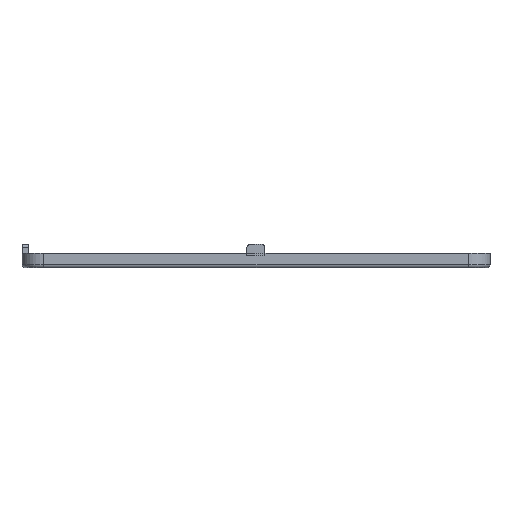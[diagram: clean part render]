
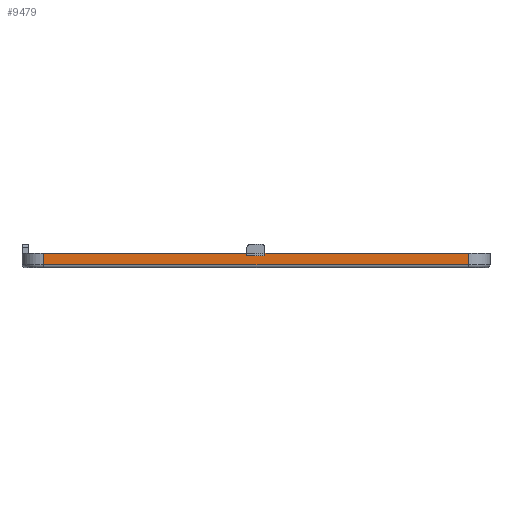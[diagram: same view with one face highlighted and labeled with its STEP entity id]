
A CAD part, left-side view. The second image highlights one B-rep face of the part: STEP entity #9479.
In plain terms, the highlighted planar face has unit normal (-1, 0, 0).
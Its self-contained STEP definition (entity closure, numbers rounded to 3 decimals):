
#205 = CYLINDRICAL_SURFACE('',#206,0.5);
#206 = AXIS2_PLACEMENT_3D('',#207,#208,#209);
#207 = CARTESIAN_POINT('',(0.5,74.4,0.5));
#208 = DIRECTION('',(0.,-1.,0.));
#209 = DIRECTION('',(-0.,-0.,-1.));
#3325 = VERTEX_POINT('',#3326);
#3326 = CARTESIAN_POINT('',(0.,3.6,0.5));
#3365 = CYLINDRICAL_SURFACE('',#3366,3.6);
#3366 = AXIS2_PLACEMENT_3D('',#3367,#3368,#3369);
#3367 = CARTESIAN_POINT('',(3.6,3.6,0.));
#3368 = DIRECTION('',(-0.,-0.,-1.));
#3369 = DIRECTION('',(1.,0.,0.));
#3437 = VERTEX_POINT('',#3438);
#3438 = CARTESIAN_POINT('',(0.,74.4,0.5));
#3460 = EDGE_CURVE('',#3437,#3325,#3461,.T.);
#3461 = SURFACE_CURVE('',#3462,(#3466,#3473),.PCURVE_S1.);
#3462 = LINE('',#3463,#3464);
#3463 = CARTESIAN_POINT('',(0.,74.4,0.5));
#3464 = VECTOR('',#3465,1.);
#3465 = DIRECTION('',(0.,-1.,0.));
#3466 = PCURVE('',#205,#3467);
#3467 = DEFINITIONAL_REPRESENTATION('',(#3468),#3472);
#3468 = LINE('',#3469,#3470);
#3469 = CARTESIAN_POINT('',(-1.571,0.));
#3470 = VECTOR('',#3471,1.);
#3471 = DIRECTION('',(-0.,1.));
#3472 = ( GEOMETRIC_REPRESENTATION_CONTEXT(2) 
PARAMETRIC_REPRESENTATION_CONTEXT() REPRESENTATION_CONTEXT('2D SPACE',''
  ) );
#3473 = PCURVE('',#3474,#3479);
#3474 = PLANE('',#3475);
#3475 = AXIS2_PLACEMENT_3D('',#3476,#3477,#3478);
#3476 = CARTESIAN_POINT('',(0.,74.4,0.));
#3477 = DIRECTION('',(1.,0.,0.));
#3478 = DIRECTION('',(0.,-1.,0.));
#3479 = DEFINITIONAL_REPRESENTATION('',(#3480),#3484);
#3480 = LINE('',#3481,#3482);
#3481 = CARTESIAN_POINT('',(0.,-0.5));
#3482 = VECTOR('',#3483,1.);
#3483 = DIRECTION('',(1.,0.));
#3484 = ( GEOMETRIC_REPRESENTATION_CONTEXT(2) 
PARAMETRIC_REPRESENTATION_CONTEXT() REPRESENTATION_CONTEXT('2D SPACE',''
  ) );
#3564 = CYLINDRICAL_SURFACE('',#3565,3.6);
#3565 = AXIS2_PLACEMENT_3D('',#3566,#3567,#3568);
#3566 = CARTESIAN_POINT('',(3.6,74.4,0.));
#3567 = DIRECTION('',(-0.,-0.,-1.));
#3568 = DIRECTION('',(1.,0.,0.));
#8624 = PLANE('',#8625);
#8625 = AXIS2_PLACEMENT_3D('',#8626,#8627,#8628);
#8626 = CARTESIAN_POINT('',(59.,39.,2.4));
#8627 = DIRECTION('',(0.,0.,1.));
#8628 = DIRECTION('',(1.,0.,0.));
#9383 = EDGE_CURVE('',#3325,#9384,#9386,.T.);
#9384 = VERTEX_POINT('',#9385);
#9385 = CARTESIAN_POINT('',(0.,3.6,2.4));
#9386 = SURFACE_CURVE('',#9387,(#9391,#9398),.PCURVE_S1.);
#9387 = LINE('',#9388,#9389);
#9388 = CARTESIAN_POINT('',(0.,3.6,0.));
#9389 = VECTOR('',#9390,1.);
#9390 = DIRECTION('',(0.,0.,1.));
#9391 = PCURVE('',#3365,#9392);
#9392 = DEFINITIONAL_REPRESENTATION('',(#9393),#9397);
#9393 = LINE('',#9394,#9395);
#9394 = CARTESIAN_POINT('',(-3.142,0.));
#9395 = VECTOR('',#9396,1.);
#9396 = DIRECTION('',(-0.,-1.));
#9397 = ( GEOMETRIC_REPRESENTATION_CONTEXT(2) 
PARAMETRIC_REPRESENTATION_CONTEXT() REPRESENTATION_CONTEXT('2D SPACE',''
  ) );
#9398 = PCURVE('',#3474,#9399);
#9399 = DEFINITIONAL_REPRESENTATION('',(#9400),#9404);
#9400 = LINE('',#9401,#9402);
#9401 = CARTESIAN_POINT('',(70.8,0.));
#9402 = VECTOR('',#9403,1.);
#9403 = DIRECTION('',(0.,-1.));
#9404 = ( GEOMETRIC_REPRESENTATION_CONTEXT(2) 
PARAMETRIC_REPRESENTATION_CONTEXT() REPRESENTATION_CONTEXT('2D SPACE',''
  ) );
#9479 = ADVANCED_FACE('',(#9480),#3474,.F.);
#9480 = FACE_BOUND('',#9481,.F.);
#9481 = EDGE_LOOP('',(#9482,#9483,#9484,#9507,#9535,#9563,#9586,#9609));
#9482 = ORIENTED_EDGE('',*,*,#9383,.F.);
#9483 = ORIENTED_EDGE('',*,*,#3460,.F.);
#9484 = ORIENTED_EDGE('',*,*,#9485,.T.);
#9485 = EDGE_CURVE('',#3437,#9486,#9488,.T.);
#9486 = VERTEX_POINT('',#9487);
#9487 = CARTESIAN_POINT('',(0.,74.4,2.4));
#9488 = SURFACE_CURVE('',#9489,(#9493,#9500),.PCURVE_S1.);
#9489 = LINE('',#9490,#9491);
#9490 = CARTESIAN_POINT('',(0.,74.4,0.));
#9491 = VECTOR('',#9492,1.);
#9492 = DIRECTION('',(0.,0.,1.));
#9493 = PCURVE('',#3474,#9494);
#9494 = DEFINITIONAL_REPRESENTATION('',(#9495),#9499);
#9495 = LINE('',#9496,#9497);
#9496 = CARTESIAN_POINT('',(0.,0.));
#9497 = VECTOR('',#9498,1.);
#9498 = DIRECTION('',(0.,-1.));
#9499 = ( GEOMETRIC_REPRESENTATION_CONTEXT(2) 
PARAMETRIC_REPRESENTATION_CONTEXT() REPRESENTATION_CONTEXT('2D SPACE',''
  ) );
#9500 = PCURVE('',#3564,#9501);
#9501 = DEFINITIONAL_REPRESENTATION('',(#9502),#9506);
#9502 = LINE('',#9503,#9504);
#9503 = CARTESIAN_POINT('',(-3.142,0.));
#9504 = VECTOR('',#9505,1.);
#9505 = DIRECTION('',(-0.,-1.));
#9506 = ( GEOMETRIC_REPRESENTATION_CONTEXT(2) 
PARAMETRIC_REPRESENTATION_CONTEXT() REPRESENTATION_CONTEXT('2D SPACE',''
  ) );
#9507 = ORIENTED_EDGE('',*,*,#9508,.T.);
#9508 = EDGE_CURVE('',#9486,#9509,#9511,.T.);
#9509 = VERTEX_POINT('',#9510);
#9510 = CARTESIAN_POINT('',(0.,40.5,2.4));
#9511 = SURFACE_CURVE('',#9512,(#9516,#9523),.PCURVE_S1.);
#9512 = LINE('',#9513,#9514);
#9513 = CARTESIAN_POINT('',(0.,74.4,2.4));
#9514 = VECTOR('',#9515,1.);
#9515 = DIRECTION('',(0.,-1.,0.));
#9516 = PCURVE('',#3474,#9517);
#9517 = DEFINITIONAL_REPRESENTATION('',(#9518),#9522);
#9518 = LINE('',#9519,#9520);
#9519 = CARTESIAN_POINT('',(0.,-2.4));
#9520 = VECTOR('',#9521,1.);
#9521 = DIRECTION('',(1.,0.));
#9522 = ( GEOMETRIC_REPRESENTATION_CONTEXT(2) 
PARAMETRIC_REPRESENTATION_CONTEXT() REPRESENTATION_CONTEXT('2D SPACE',''
  ) );
#9523 = PCURVE('',#9524,#9529);
#9524 = PLANE('',#9525);
#9525 = AXIS2_PLACEMENT_3D('',#9526,#9527,#9528);
#9526 = CARTESIAN_POINT('',(59.,39.,2.4));
#9527 = DIRECTION('',(0.,0.,1.));
#9528 = DIRECTION('',(1.,0.,0.));
#9529 = DEFINITIONAL_REPRESENTATION('',(#9530),#9534);
#9530 = LINE('',#9531,#9532);
#9531 = CARTESIAN_POINT('',(-59.,35.4));
#9532 = VECTOR('',#9533,1.);
#9533 = DIRECTION('',(0.,-1.));
#9534 = ( GEOMETRIC_REPRESENTATION_CONTEXT(2) 
PARAMETRIC_REPRESENTATION_CONTEXT() REPRESENTATION_CONTEXT('2D SPACE',''
  ) );
#9535 = ORIENTED_EDGE('',*,*,#9536,.F.);
#9536 = EDGE_CURVE('',#9537,#9509,#9539,.T.);
#9537 = VERTEX_POINT('',#9538);
#9538 = CARTESIAN_POINT('',(0.,40.5,2.));
#9539 = SURFACE_CURVE('',#9540,(#9544,#9551),.PCURVE_S1.);
#9540 = LINE('',#9541,#9542);
#9541 = CARTESIAN_POINT('',(0.,40.5,2.));
#9542 = VECTOR('',#9543,1.);
#9543 = DIRECTION('',(0.,0.,1.));
#9544 = PCURVE('',#3474,#9545);
#9545 = DEFINITIONAL_REPRESENTATION('',(#9546),#9550);
#9546 = LINE('',#9547,#9548);
#9547 = CARTESIAN_POINT('',(33.9,-2.));
#9548 = VECTOR('',#9549,1.);
#9549 = DIRECTION('',(0.,-1.));
#9550 = ( GEOMETRIC_REPRESENTATION_CONTEXT(2) 
PARAMETRIC_REPRESENTATION_CONTEXT() REPRESENTATION_CONTEXT('2D SPACE',''
  ) );
#9551 = PCURVE('',#9552,#9557);
#9552 = PLANE('',#9553);
#9553 = AXIS2_PLACEMENT_3D('',#9554,#9555,#9556);
#9554 = CARTESIAN_POINT('',(0.,74.4,0.));
#9555 = DIRECTION('',(1.,0.,0.));
#9556 = DIRECTION('',(0.,-1.,0.));
#9557 = DEFINITIONAL_REPRESENTATION('',(#9558),#9562);
#9558 = LINE('',#9559,#9560);
#9559 = CARTESIAN_POINT('',(33.9,-2.));
#9560 = VECTOR('',#9561,1.);
#9561 = DIRECTION('',(0.,-1.));
#9562 = ( GEOMETRIC_REPRESENTATION_CONTEXT(2) 
PARAMETRIC_REPRESENTATION_CONTEXT() REPRESENTATION_CONTEXT('2D SPACE',''
  ) );
#9563 = ORIENTED_EDGE('',*,*,#9564,.F.);
#9564 = EDGE_CURVE('',#9565,#9537,#9567,.T.);
#9565 = VERTEX_POINT('',#9566);
#9566 = CARTESIAN_POINT('',(0.,37.5,2.));
#9567 = SURFACE_CURVE('',#9568,(#9572,#9579),.PCURVE_S1.);
#9568 = LINE('',#9569,#9570);
#9569 = CARTESIAN_POINT('',(0.,37.5,2.));
#9570 = VECTOR('',#9571,1.);
#9571 = DIRECTION('',(0.,1.,0.));
#9572 = PCURVE('',#3474,#9573);
#9573 = DEFINITIONAL_REPRESENTATION('',(#9574),#9578);
#9574 = LINE('',#9575,#9576);
#9575 = CARTESIAN_POINT('',(36.9,-2.));
#9576 = VECTOR('',#9577,1.);
#9577 = DIRECTION('',(-1.,0.));
#9578 = ( GEOMETRIC_REPRESENTATION_CONTEXT(2) 
PARAMETRIC_REPRESENTATION_CONTEXT() REPRESENTATION_CONTEXT('2D SPACE',''
  ) );
#9579 = PCURVE('',#9552,#9580);
#9580 = DEFINITIONAL_REPRESENTATION('',(#9581),#9585);
#9581 = LINE('',#9582,#9583);
#9582 = CARTESIAN_POINT('',(36.9,-2.));
#9583 = VECTOR('',#9584,1.);
#9584 = DIRECTION('',(-1.,0.));
#9585 = ( GEOMETRIC_REPRESENTATION_CONTEXT(2) 
PARAMETRIC_REPRESENTATION_CONTEXT() REPRESENTATION_CONTEXT('2D SPACE',''
  ) );
#9586 = ORIENTED_EDGE('',*,*,#9587,.F.);
#9587 = EDGE_CURVE('',#9588,#9565,#9590,.T.);
#9588 = VERTEX_POINT('',#9589);
#9589 = CARTESIAN_POINT('',(0.,37.5,2.4));
#9590 = SURFACE_CURVE('',#9591,(#9595,#9602),.PCURVE_S1.);
#9591 = LINE('',#9592,#9593);
#9592 = CARTESIAN_POINT('',(0.,37.5,3.4));
#9593 = VECTOR('',#9594,1.);
#9594 = DIRECTION('',(-0.,-0.,-1.));
#9595 = PCURVE('',#3474,#9596);
#9596 = DEFINITIONAL_REPRESENTATION('',(#9597),#9601);
#9597 = LINE('',#9598,#9599);
#9598 = CARTESIAN_POINT('',(36.9,-3.4));
#9599 = VECTOR('',#9600,1.);
#9600 = DIRECTION('',(0.,1.));
#9601 = ( GEOMETRIC_REPRESENTATION_CONTEXT(2) 
PARAMETRIC_REPRESENTATION_CONTEXT() REPRESENTATION_CONTEXT('2D SPACE',''
  ) );
#9602 = PCURVE('',#9552,#9603);
#9603 = DEFINITIONAL_REPRESENTATION('',(#9604),#9608);
#9604 = LINE('',#9605,#9606);
#9605 = CARTESIAN_POINT('',(36.9,-3.4));
#9606 = VECTOR('',#9607,1.);
#9607 = DIRECTION('',(0.,1.));
#9608 = ( GEOMETRIC_REPRESENTATION_CONTEXT(2) 
PARAMETRIC_REPRESENTATION_CONTEXT() REPRESENTATION_CONTEXT('2D SPACE',''
  ) );
#9609 = ORIENTED_EDGE('',*,*,#9610,.T.);
#9610 = EDGE_CURVE('',#9588,#9384,#9611,.T.);
#9611 = SURFACE_CURVE('',#9612,(#9616,#9623),.PCURVE_S1.);
#9612 = LINE('',#9613,#9614);
#9613 = CARTESIAN_POINT('',(0.,74.4,2.4));
#9614 = VECTOR('',#9615,1.);
#9615 = DIRECTION('',(0.,-1.,0.));
#9616 = PCURVE('',#3474,#9617);
#9617 = DEFINITIONAL_REPRESENTATION('',(#9618),#9622);
#9618 = LINE('',#9619,#9620);
#9619 = CARTESIAN_POINT('',(0.,-2.4));
#9620 = VECTOR('',#9621,1.);
#9621 = DIRECTION('',(1.,0.));
#9622 = ( GEOMETRIC_REPRESENTATION_CONTEXT(2) 
PARAMETRIC_REPRESENTATION_CONTEXT() REPRESENTATION_CONTEXT('2D SPACE',''
  ) );
#9623 = PCURVE('',#8624,#9624);
#9624 = DEFINITIONAL_REPRESENTATION('',(#9625),#9629);
#9625 = LINE('',#9626,#9627);
#9626 = CARTESIAN_POINT('',(-59.,35.4));
#9627 = VECTOR('',#9628,1.);
#9628 = DIRECTION('',(0.,-1.));
#9629 = ( GEOMETRIC_REPRESENTATION_CONTEXT(2) 
PARAMETRIC_REPRESENTATION_CONTEXT() REPRESENTATION_CONTEXT('2D SPACE',''
  ) );
